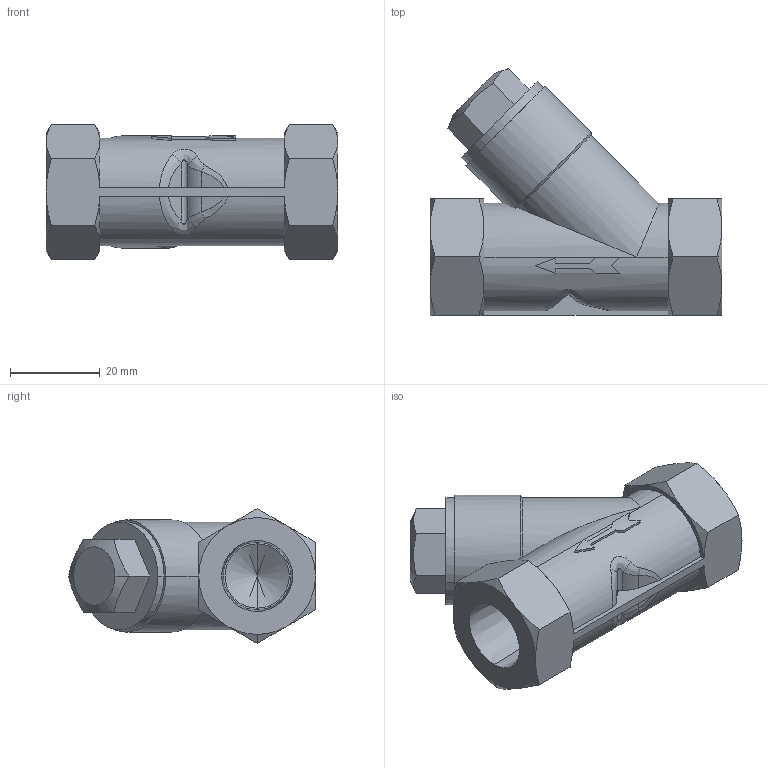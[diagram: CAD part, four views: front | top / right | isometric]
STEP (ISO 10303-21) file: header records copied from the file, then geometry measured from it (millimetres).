
FILE_DESCRIPTION (( 'STEP AP203' ), '1' );
FILE_NAME ('YSP-800-DN10.STEP', '2020-01-08T02:03:20', ( '' ), ( '' ), 'SwSTEP 2.0', 'SolidWorks 2012', '' );
FILE_SCHEMA (( 'CONFIG_CONTROL_DESIGN' ));
Length unit declared in the file: millimetre
Products named in the file (1): YSP-800-DN10
Bounding box: 65 x 55.01 x 30.02 mm (x, y, z)
Volume: 41032.2 mm3; surface area: 11045.7 mm2
Topology: 1 solids, 1 shells, 110 faces, 269 edges, 164 vertices
Faces by surface type: plane 44, cone 39, cylinder 19, bspline 8
Entity records: 3844 total; most frequent: CARTESIAN_POINT 1398, ORIENTED_EDGE 530, DIRECTION 449, EDGE_CURVE 265, AXIS2_PLACEMENT_3D 179, VERTEX_POINT 164, EDGE_LOOP 117, FACE_OUTER_BOUND 110
